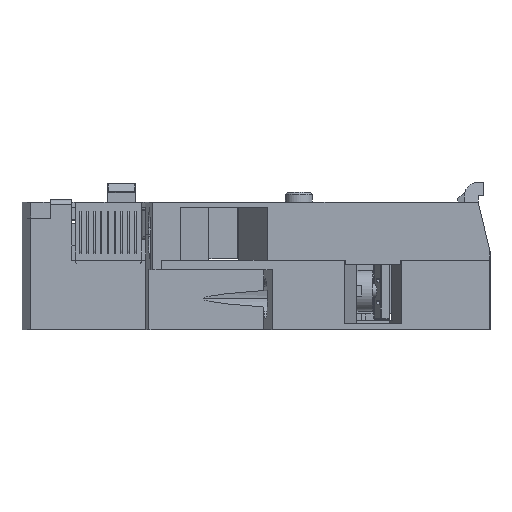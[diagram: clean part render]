
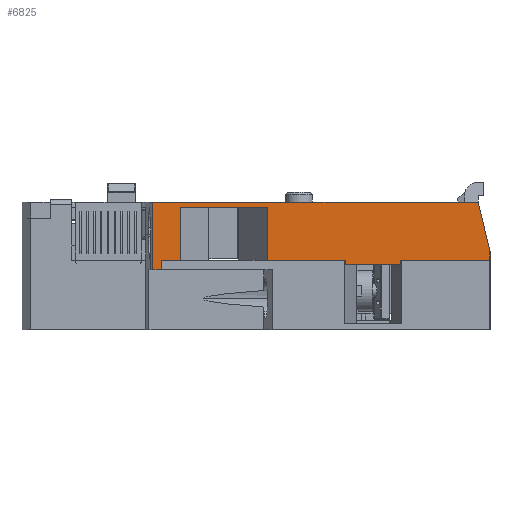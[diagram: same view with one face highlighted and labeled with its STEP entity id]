
A CAD part, left-side view. The second image highlights one B-rep face of the part: STEP entity #6825.
In plain terms, the highlighted planar face has unit normal (-1, 0, -0.006).
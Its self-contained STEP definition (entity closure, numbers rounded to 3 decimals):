
#254=CARTESIAN_POINT('',(-44.651,14.798,9.0));
#255=VERTEX_POINT('',#254);
#262=CARTESIAN_POINT('',(-44.651,-32.4,9.0));
#263=VERTEX_POINT('',#262);
#264=CARTESIAN_POINT('',(-44.651,-32.4,9.0));
#265=DIRECTION('',(0.0,1.0,0.0));
#266=VECTOR('',#265,47.198);
#267=LINE('',#264,#266);
#268=EDGE_CURVE('',#263,#255,#267,.T.);
#1492=CARTESIAN_POINT('',(-44.647,-1.834,8.3));
#1493=VERTEX_POINT('',#1492);
#1500=CARTESIAN_POINT('',(-44.647,10.834,8.3));
#1501=VERTEX_POINT('',#1500);
#1502=CARTESIAN_POINT('',(-44.647,-1.834,8.3));
#1503=DIRECTION('',(0.0,1.0,0.0));
#1504=VECTOR('',#1503,12.669);
#1505=LINE('',#1502,#1504);
#1506=EDGE_CURVE('',#1493,#1501,#1505,.T.);
#4071=CARTESIAN_POINT('',(-44.6,-34.1,0.6));
#4072=VERTEX_POINT('',#4071);
#4079=CARTESIAN_POINT('',(-44.6,-21.105,0.6));
#4080=VERTEX_POINT('',#4079);
#4081=CARTESIAN_POINT('',(-44.6,-34.1,0.6));
#4082=DIRECTION('',(0.0,1.0,0.0));
#4083=VECTOR('',#4082,12.995);
#4084=LINE('',#4081,#4083);
#4085=EDGE_CURVE('',#4072,#4080,#4084,.T.);
#4543=CARTESIAN_POINT('',(-44.6,-13.195,0.6));
#4544=VERTEX_POINT('',#4543);
#4551=CARTESIAN_POINT('',(-44.6,-1.8,0.6));
#4552=VERTEX_POINT('',#4551);
#4553=CARTESIAN_POINT('',(-44.6,-13.195,0.6));
#4554=DIRECTION('',(0.0,1.0,0.0));
#4555=VECTOR('',#4554,11.395);
#4556=LINE('',#4553,#4555);
#4557=EDGE_CURVE('',#4544,#4552,#4556,.T.);
#4691=CARTESIAN_POINT('',(-44.607,-34.1,1.8));
#4692=VERTEX_POINT('',#4691);
#4699=CARTESIAN_POINT('',(-44.6,-34.1,0.6));
#4700=DIRECTION('',(-0.006,0.0,1.));
#4701=VECTOR('',#4700,1.2);
#4702=LINE('',#4699,#4701);
#4703=EDGE_CURVE('',#4072,#4692,#4702,.T.);
#4957=CARTESIAN_POINT('',(-44.607,-34.1,1.8));
#4958=DIRECTION('',(-0.006,0.23,0.973));
#4959=VECTOR('',#4958,7.398);
#4960=LINE('',#4957,#4959);
#4961=EDGE_CURVE('',#4692,#263,#4960,.T.);
#6655=CARTESIAN_POINT('',(-44.6,13.499,0.6));
#6656=VERTEX_POINT('',#6655);
#6663=CARTESIAN_POINT('',(-44.591,13.499,-0.8));
#6664=VERTEX_POINT('',#6663);
#6665=CARTESIAN_POINT('',(-44.6,13.499,0.6));
#6666=DIRECTION('',(0.006,0.,-1.));
#6667=VECTOR('',#6666,1.4);
#6668=LINE('',#6665,#6667);
#6669=EDGE_CURVE('',#6656,#6664,#6668,.T.);
#6745=CARTESIAN_POINT('',(-44.6,10.8,0.6));
#6746=VERTEX_POINT('',#6745);
#6753=CARTESIAN_POINT('',(-44.6,13.499,0.6));
#6754=DIRECTION('',(0.0,-1.0,0.0));
#6755=VECTOR('',#6754,2.699);
#6756=LINE('',#6753,#6755);
#6757=EDGE_CURVE('',#6656,#6746,#6756,.T.);
#6762=CARTESIAN_POINT('',(-44.6,16.165,0.6));
#6763=DIRECTION('',(-1.,0.0,-0.006));
#6764=DIRECTION('',(-0.006,0.0,1.));
#6765=AXIS2_PLACEMENT_3D('',#6762,#6763,#6764);
#6766=PLANE('',#6765);
#6767=ORIENTED_EDGE('',*,*,#4961,.T.);
#6768=ORIENTED_EDGE('',*,*,#268,.T.);
#6769=CARTESIAN_POINT('',(-44.591,14.8,-0.8));
#6770=VERTEX_POINT('',#6769);
#6771=CARTESIAN_POINT('',(-44.591,14.8,-0.8));
#6772=DIRECTION('',(-0.006,0.,1.));
#6773=VECTOR('',#6772,9.8);
#6774=LINE('',#6771,#6773);
#6775=EDGE_CURVE('',#6770,#255,#6774,.T.);
#6776=ORIENTED_EDGE('',*,*,#6775,.F.);
#6777=CARTESIAN_POINT('',(-44.591,13.499,-0.8));
#6778=DIRECTION('',(0.0,1.0,0.0));
#6779=VECTOR('',#6778,1.301);
#6780=LINE('',#6777,#6779);
#6781=EDGE_CURVE('',#6664,#6770,#6780,.T.);
#6782=ORIENTED_EDGE('',*,*,#6781,.F.);
#6783=ORIENTED_EDGE('',*,*,#6669,.F.);
#6784=ORIENTED_EDGE('',*,*,#6757,.T.);
#6785=CARTESIAN_POINT('',(-44.647,10.834,8.3));
#6786=DIRECTION('',(0.006,-0.004,-1.));
#6787=VECTOR('',#6786,7.7);
#6788=LINE('',#6785,#6787);
#6789=EDGE_CURVE('',#1501,#6746,#6788,.T.);
#6790=ORIENTED_EDGE('',*,*,#6789,.F.);
#6791=ORIENTED_EDGE('',*,*,#1506,.F.);
#6792=CARTESIAN_POINT('',(-44.647,-1.834,8.3));
#6793=DIRECTION('',(0.006,0.004,-1.));
#6794=VECTOR('',#6793,7.7);
#6795=LINE('',#6792,#6794);
#6796=EDGE_CURVE('',#1493,#4552,#6795,.T.);
#6797=ORIENTED_EDGE('',*,*,#6796,.T.);
#6798=ORIENTED_EDGE('',*,*,#4557,.F.);
#6799=CARTESIAN_POINT('',(-44.596,-13.196,0.0));
#6800=VERTEX_POINT('',#6799);
#6801=CARTESIAN_POINT('',(-44.6,-13.195,0.6));
#6802=DIRECTION('',(0.006,-0.002,-1.));
#6803=VECTOR('',#6802,0.6);
#6804=LINE('',#6801,#6803);
#6805=EDGE_CURVE('',#4544,#6800,#6804,.T.);
#6806=ORIENTED_EDGE('',*,*,#6805,.T.);
#6807=CARTESIAN_POINT('',(-44.596,-21.104,0.0));
#6808=VERTEX_POINT('',#6807);
#6809=CARTESIAN_POINT('',(-44.596,-21.104,0.0));
#6810=DIRECTION('',(0.0,1.0,0.0));
#6811=VECTOR('',#6810,7.908);
#6812=LINE('',#6809,#6811);
#6813=EDGE_CURVE('',#6808,#6800,#6812,.T.);
#6814=ORIENTED_EDGE('',*,*,#6813,.F.);
#6815=CARTESIAN_POINT('',(-44.6,-21.105,0.6));
#6816=DIRECTION('',(0.006,0.002,-1.));
#6817=VECTOR('',#6816,0.6);
#6818=LINE('',#6815,#6817);
#6819=EDGE_CURVE('',#4080,#6808,#6818,.T.);
#6820=ORIENTED_EDGE('',*,*,#6819,.F.);
#6821=ORIENTED_EDGE('',*,*,#4085,.F.);
#6822=ORIENTED_EDGE('',*,*,#4703,.T.);
#6823=EDGE_LOOP('',(#6767,#6768,#6776,#6782,#6783,#6784,#6790,#6791,#6797,#6798,#6806,#6814,#6820,#6821,#6822));
#6824=FACE_OUTER_BOUND('',#6823,.T.);
#6825=ADVANCED_FACE('',(#6824),#6766,.T.);
